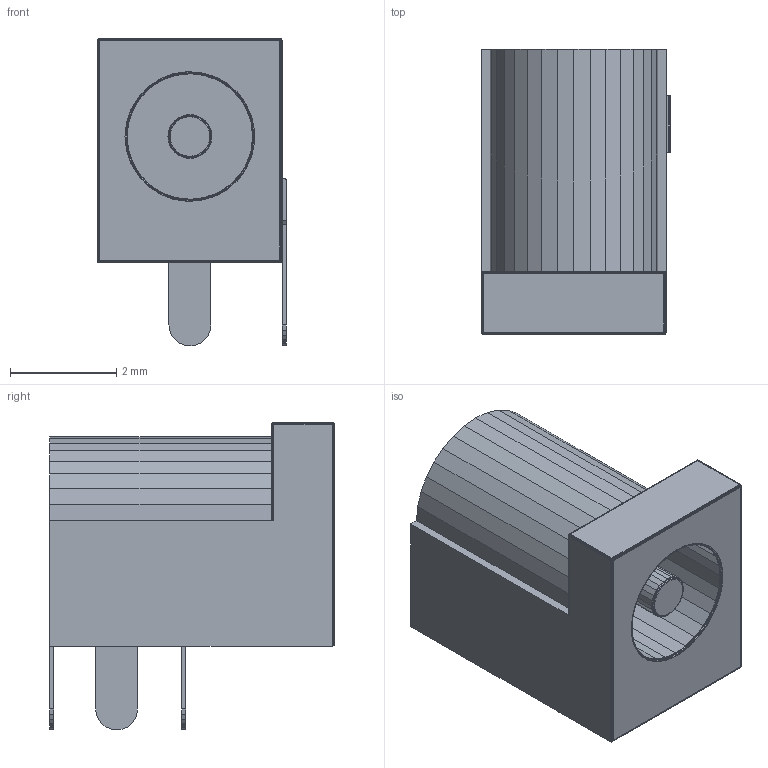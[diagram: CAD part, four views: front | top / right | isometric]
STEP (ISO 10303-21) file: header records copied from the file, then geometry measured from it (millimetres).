
FILE_DESCRIPTION (( 'STEP AP214' ), '1' );
FILE_NAME ('power_5_5x2_1.STEP', '2020-11-13T21:15:39', ( '' ), ( '' ), 'SwSTEP 2.0', 'SolidWorks 2020', '' );
FILE_SCHEMA (( 'AUTOMOTIVE_DESIGN' ));
Length unit declared in the file: millimetre
Products named in the file (1): power_5_5x2_1
Bounding box: 3.54 x 5.35 x 5.79 mm (x, y, z)
Surface area: 169.6 mm2 (no closed solid volume)
Topology: 0 solids, 6 shells, 697 faces, 1605 edges, 918 vertices
Faces by surface type: plane 697
Entity records: 21540 total; most frequent: CARTESIAN_POINT 3221, ORIENTED_EDGE 3034, DIRECTION 3001, LINE 1605, EDGE_CURVE 1605, VECTOR 1605, VERTEX_POINT 918, EDGE_LOOP 701
